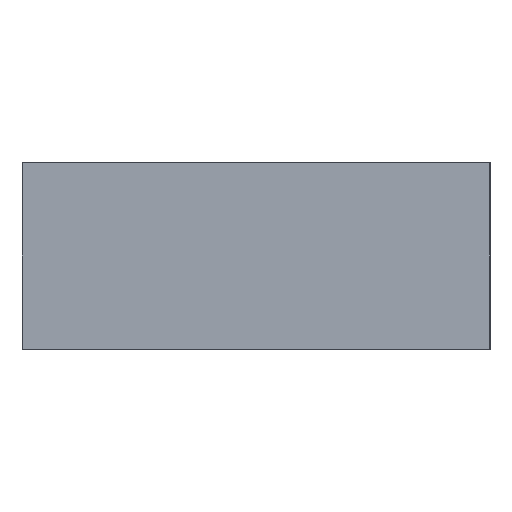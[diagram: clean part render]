
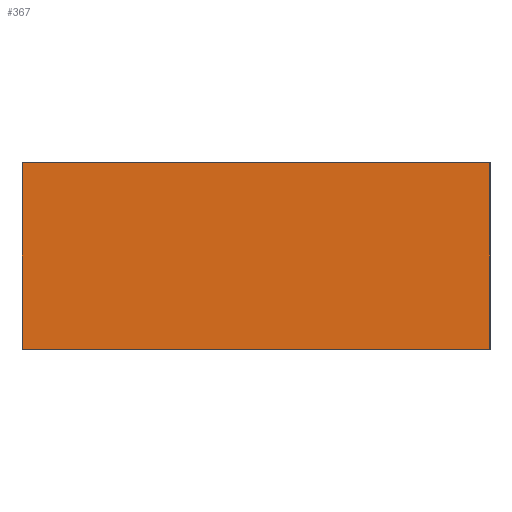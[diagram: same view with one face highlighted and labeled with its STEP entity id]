
A CAD part, left-side view. The second image highlights one B-rep face of the part: STEP entity #367.
In plain terms, the highlighted planar face has unit normal (-1, 0, 0).
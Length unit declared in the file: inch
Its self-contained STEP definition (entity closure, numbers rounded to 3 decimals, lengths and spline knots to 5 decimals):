
#48 = VECTOR ( 'NONE', #113, 39.37008 ) ;
#49 = CARTESIAN_POINT ( 'NONE',  ( 0., -0.0301, 0. ) ) ;
#50 = LINE ( 'NONE', #49, #48 ) ;
#51 = CARTESIAN_POINT ( 'NONE',  ( 0., -0.0301, 0.024 ) ) ;
#56 = CARTESIAN_POINT ( 'NONE',  ( 0., 0.0301, 0. ) ) ;
#57 = DIRECTION ( 'NONE',  ( 0., 0., 1. ) ) ;
#58 = DIRECTION ( 'NONE',  ( -1., 0., 0. ) ) ;
#59 = AXIS2_PLACEMENT_3D ( 'NONE', #60, #58, #57 ) ;
#60 = CARTESIAN_POINT ( 'NONE',  ( 0., -0.0301, 0. ) ) ;
#61 = PLANE ( 'NONE',  #59 ) ;
#62 = FACE_OUTER_BOUND ( 'NONE', #368, .T. ) ;
#63 = CARTESIAN_POINT ( 'NONE',  ( 0., -0.0301, 0. ) ) ;
#64 = DIRECTION ( 'NONE',  ( 0., 1., 0. ) ) ;
#65 = VECTOR ( 'NONE', #64, 39.37008 ) ;
#66 = CARTESIAN_POINT ( 'NONE',  ( 0., -0.0301, 0. ) ) ;
#67 = LINE ( 'NONE', #66, #65 ) ;
#68 = DIRECTION ( 'NONE',  ( 0., 0., 1. ) ) ;
#69 = VECTOR ( 'NONE', #68, 39.37008 ) ;
#70 = CARTESIAN_POINT ( 'NONE',  ( 0., 0.0301, 0. ) ) ;
#71 = LINE ( 'NONE', #70, #69 ) ;
#94 = CARTESIAN_POINT ( 'NONE',  ( 0., 0.0301, 0.024 ) ) ;
#99 = DIRECTION ( 'NONE',  ( 0., 1., 0. ) ) ;
#100 = VECTOR ( 'NONE', #99, 39.37008 ) ;
#101 = CARTESIAN_POINT ( 'NONE',  ( 0., -0.0301, 0.024 ) ) ;
#102 = LINE ( 'NONE', #101, #100 ) ;
#113 = DIRECTION ( 'NONE',  ( 0., 0., 1. ) ) ;
#362 = ORIENTED_EDGE ( 'NONE', *, *, #363, .F. ) ;
#363 = EDGE_CURVE ( 'NONE', #369, #384, #71, .T. ) ;
#364 = ORIENTED_EDGE ( 'NONE', *, *, #365, .F. ) ;
#365 = EDGE_CURVE ( 'NONE', #366, #369, #67, .T. ) ;
#366 = VERTEX_POINT ( 'NONE', #63 ) ;
#367 = ADVANCED_FACE ( 'NONE', ( #62 ), #61, .T. ) ;
#368 = EDGE_LOOP ( 'NONE', ( #362, #364, #374, #370 ) ) ;
#369 = VERTEX_POINT ( 'NONE', #56 ) ;
#370 = ORIENTED_EDGE ( 'NONE', *, *, #380, .T. ) ;
#372 = VERTEX_POINT ( 'NONE', #51 ) ;
#374 = ORIENTED_EDGE ( 'NONE', *, *, #375, .T. ) ;
#375 = EDGE_CURVE ( 'NONE', #366, #372, #50, .T. ) ;
#380 = EDGE_CURVE ( 'NONE', #372, #384, #102, .T. ) ;
#384 = VERTEX_POINT ( 'NONE', #94 ) ;
